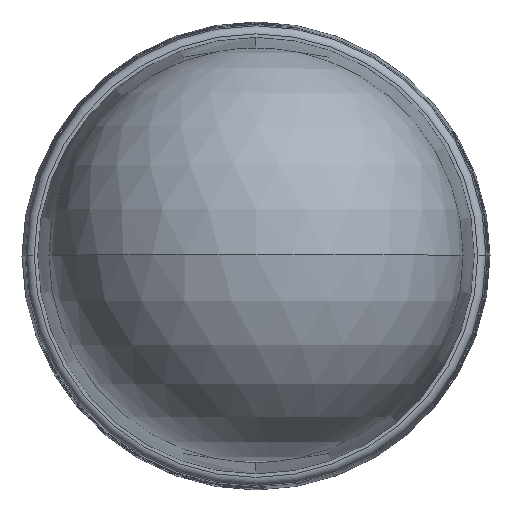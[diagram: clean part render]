
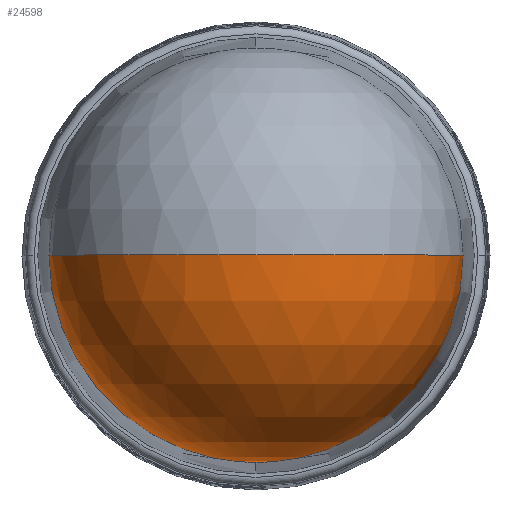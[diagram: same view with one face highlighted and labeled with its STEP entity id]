
A CAD part, top view. The second image highlights one B-rep face of the part: STEP entity #24598.
In plain terms, the highlighted spherical face has radius 25.5 mm.
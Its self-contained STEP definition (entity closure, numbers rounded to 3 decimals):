
#6 = CARTESIAN_POINT ( 'NONE',  ( 0., 0., 71.903 ) ) ;
#201 = CARTESIAN_POINT ( 'NONE',  ( 0., 0., 71.739 ) ) ;
#727 = DIRECTION ( 'NONE',  ( 0., 0., -1. ) ) ;
#1801 = VERTEX_POINT ( 'NONE', #15541 ) ;
#2006 = VERTEX_POINT ( 'NONE', #18672 ) ;
#2037 = EDGE_CURVE ( 'NONE', #13856, #1801, #5635, .T. ) ;
#2132 = DIRECTION ( 'NONE',  ( 0., 0., 1. ) ) ;
#2215 = CARTESIAN_POINT ( 'NONE',  ( 25.499, 0., 71.739 ) ) ;
#2319 = DIRECTION ( 'NONE',  ( 0., -1., 0. ) ) ;
#2537 = CIRCLE ( 'NONE', #15909, 25.499 ) ;
#2692 = AXIS2_PLACEMENT_3D ( 'NONE', #21662, #5324, #19672 ) ;
#2754 = CARTESIAN_POINT ( 'NONE',  ( 0., -25.499, 71.739 ) ) ;
#3998 = CARTESIAN_POINT ( 'NONE',  ( 0., 0., 71.903 ) ) ;
#4975 = SPHERICAL_SURFACE ( 'NONE', #2692, 25.5 ) ;
#5324 = DIRECTION ( 'NONE',  ( 0., -1., 0. ) ) ;
#5542 = CIRCLE ( 'NONE', #11454, 25.5 ) ;
#5559 = AXIS2_PLACEMENT_3D ( 'NONE', #22394, #10135, #24458 ) ;
#5635 = CIRCLE ( 'NONE', #12596, 25.499 ) ;
#6128 = DIRECTION ( 'NONE',  ( 0., 0., -1. ) ) ;
#7795 = ORIENTED_EDGE ( 'NONE', *, *, #9716, .F. ) ;
#8709 = EDGE_CURVE ( 'NONE', #18552, #23515, #13299, .T. ) ;
#9205 = EDGE_CURVE ( 'NONE', #18552, #2006, #5542, .T. ) ;
#9522 = EDGE_CURVE ( 'NONE', #1801, #2006, #16129, .T. ) ;
#9716 = EDGE_CURVE ( 'NONE', #23515, #13856, #2537, .T. ) ;
#10135 = DIRECTION ( 'NONE',  ( 0., 1., 0. ) ) ;
#11227 = ORIENTED_EDGE ( 'NONE', *, *, #9205, .T. ) ;
#11454 = AXIS2_PLACEMENT_3D ( 'NONE', #3998, #18405, #6128 ) ;
#12596 = AXIS2_PLACEMENT_3D ( 'NONE', #201, #14739, #2319 ) ;
#13208 = CARTESIAN_POINT ( 'NONE',  ( 0., 0., 71.739 ) ) ;
#13299 = CIRCLE ( 'NONE', #5559, 25.5 ) ;
#13856 = VERTEX_POINT ( 'NONE', #2754 ) ;
#14551 = DIRECTION ( 'NONE',  ( 0., 1., 0. ) ) ;
#14739 = DIRECTION ( 'NONE',  ( 0., 0., -1. ) ) ;
#15240 = DIRECTION ( 'NONE',  ( 0., -1., 0. ) ) ;
#15350 = ORIENTED_EDGE ( 'NONE', *, *, #8709, .F. ) ;
#15541 = CARTESIAN_POINT ( 'NONE',  ( -25.499, 0., 71.739 ) ) ;
#15909 = AXIS2_PLACEMENT_3D ( 'NONE', #13208, #727, #15240 ) ;
#16129 = CIRCLE ( 'NONE', #17770, 25.5 ) ;
#16382 = EDGE_LOOP ( 'NONE', ( #15350, #11227, #22435, #18817, #7795 ) ) ;
#17197 = FACE_OUTER_BOUND ( 'NONE', #16382, .T. ) ;
#17770 = AXIS2_PLACEMENT_3D ( 'NONE', #6, #14551, #2132 ) ;
#18405 = DIRECTION ( 'NONE',  ( 0., -1., 0. ) ) ;
#18552 = VERTEX_POINT ( 'NONE', #25774 ) ;
#18672 = CARTESIAN_POINT ( 'NONE',  ( -25.5, 0., 71.903 ) ) ;
#18817 = ORIENTED_EDGE ( 'NONE', *, *, #2037, .F. ) ;
#19672 = DIRECTION ( 'NONE',  ( 0., 0., -1. ) ) ;
#21662 = CARTESIAN_POINT ( 'NONE',  ( 0., 0., 71.903 ) ) ;
#22394 = CARTESIAN_POINT ( 'NONE',  ( 0., 0., 71.903 ) ) ;
#22435 = ORIENTED_EDGE ( 'NONE', *, *, #9522, .F. ) ;
#23515 = VERTEX_POINT ( 'NONE', #2215 ) ;
#24458 = DIRECTION ( 'NONE',  ( 0., 0., 1. ) ) ;
#24598 = ADVANCED_FACE ( 'NONE', ( #17197 ), #4975, .T. ) ;
#25774 = CARTESIAN_POINT ( 'NONE',  ( 25.5, 0., 71.903 ) ) ;
